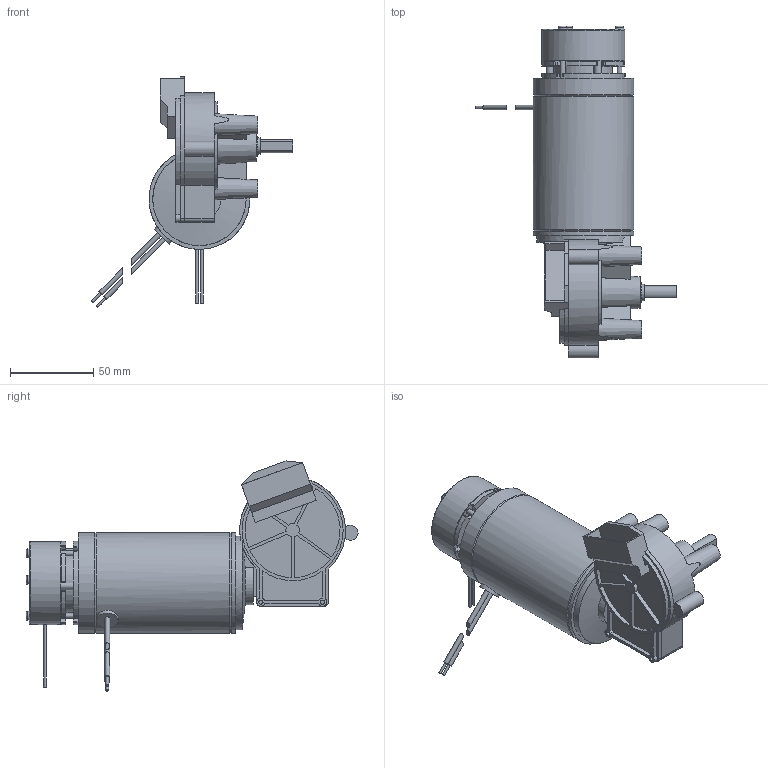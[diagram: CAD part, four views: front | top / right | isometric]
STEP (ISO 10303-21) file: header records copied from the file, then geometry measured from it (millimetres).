
FILE_DESCRIPTION( ( 'Unknown' ), '1' );
FILE_NAME( 'WRD6093-B.stp', 'Unknown', ( 'Unknown' ), ( 'Unknown' ), 'PSStep 17.0.49', 'Unknown', ' ' );
FILE_SCHEMA( ( 'AUTOMOTIVE_DESIGN { 1 0 10303 214 1 1 1 1 }' ) );
Length unit declared in the file: millimetre
Products named in the file (7): Brake; M3 35mm; Assem1; WRD6093
Assembly tree (8 placements, depth 3):
  Assem1
    WRD6093
    WRD6093
    WRD6093
    Brake
      Brake
      M3 35mm  x3
Bounding box: 120.91 x 199.36 x 138.23 mm (x, y, z)
Volume: 448875.9 mm3; surface area: 71920.1 mm2
Topology: 7 solids, 7 shells, 318 faces, 820 edges, 540 vertices
Faces by surface type: plane 183, cylinder 109, cone 22, torus 4
Full cylindrical faces by diameter (mm): 1.5 x2, 1.6 x2, 2.5 x2, 2.8 x4, 3 x3, 3.2 x3, 4.3 x3, 4.45 x3, 5.3 x3, 9 x2, 10 x2, 12 x1, 13 x1, 35 x1, 50 x1, 56 x1, 60.5 x3
Entity records: 10852 total; most frequent: CARTESIAN_POINT 1817, DIRECTION 1451, ORIENTED_EDGE 1312, EDGE_CURVE 656, AXIS2_PLACEMENT_3D 561, VERTEX_POINT 454, EDGE_LOOP 360, LINE 329
